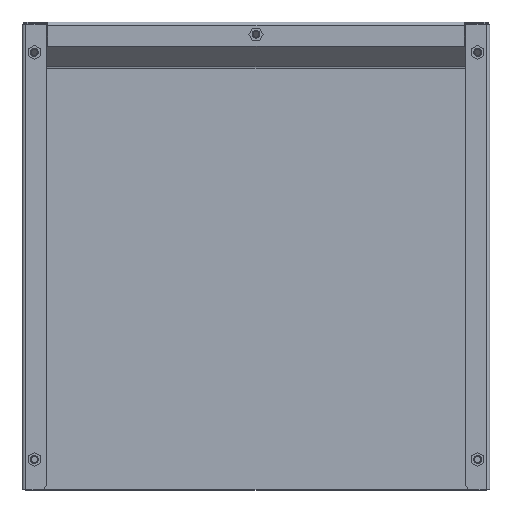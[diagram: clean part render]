
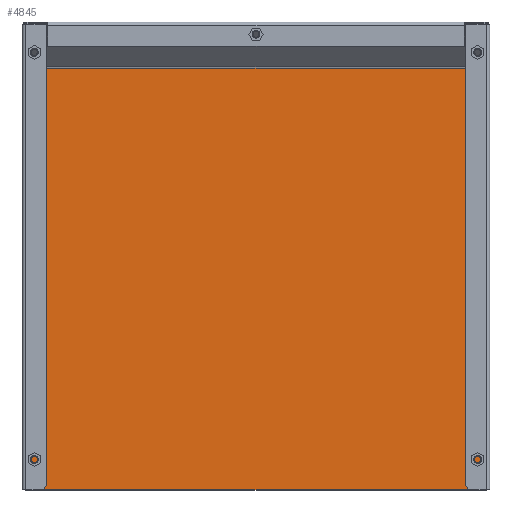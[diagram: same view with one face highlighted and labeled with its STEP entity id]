
A CAD part, top view. The second image highlights one B-rep face of the part: STEP entity #4845.
In plain terms, the highlighted planar face has unit normal (0, 0, 1).
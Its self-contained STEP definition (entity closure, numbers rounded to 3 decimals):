
#23 = DIRECTION ( 'NONE',  ( 0., -1., 0. ) ) ;
#41 = CARTESIAN_POINT ( 'NONE',  ( -189.5, 172.257, 0. ) ) ;
#104 = CARTESIAN_POINT ( 'NONE',  ( -189.5, -175., 0. ) ) ;
#601 = VERTEX_POINT ( 'NONE', #41 ) ;
#636 = ORIENTED_EDGE ( 'NONE', *, *, #5695, .F. ) ;
#972 = DIRECTION ( 'NONE',  ( 1., 0., 0. ) ) ;
#1016 = VECTOR ( 'NONE', #2191, 1000. ) ;
#1082 = VECTOR ( 'NONE', #23, 1000. ) ;
#1248 = CARTESIAN_POINT ( 'NONE',  ( 189.5, 172.257, 0. ) ) ;
#1320 = VERTEX_POINT ( 'NONE', #4537 ) ;
#1705 = VERTEX_POINT ( 'NONE', #1248 ) ;
#2061 = CARTESIAN_POINT ( 'NONE',  ( 0., 0., 0. ) ) ;
#2191 = DIRECTION ( 'NONE',  ( 1., 0., 0. ) ) ;
#2346 = CARTESIAN_POINT ( 'NONE',  ( 189.5, 172.257, 0. ) ) ;
#2434 = DIRECTION ( 'NONE',  ( -1., 0., 0. ) ) ;
#2519 = PLANE ( 'NONE',  #5497 ) ;
#2593 = CARTESIAN_POINT ( 'NONE',  ( -189.5, -175., 0. ) ) ;
#2769 = ORIENTED_EDGE ( 'NONE', *, *, #4265, .F. ) ;
#3302 = LINE ( 'NONE', #2346, #1082 ) ;
#3453 = ORIENTED_EDGE ( 'NONE', *, *, #5388, .T. ) ;
#3458 = DIRECTION ( 'NONE',  ( 0., 0., -1. ) ) ;
#3742 = LINE ( 'NONE', #5595, #5768 ) ;
#3916 = DIRECTION ( 'NONE',  ( 0., 1., 0. ) ) ;
#4265 = EDGE_CURVE ( 'NONE', #1705, #1320, #3302, .T. ) ;
#4337 = VERTEX_POINT ( 'NONE', #2593 ) ;
#4396 = FACE_OUTER_BOUND ( 'NONE', #5518, .T. ) ;
#4537 = CARTESIAN_POINT ( 'NONE',  ( 189.5, -175., 0. ) ) ;
#4845 = ADVANCED_FACE ( 'NONE', ( #4396 ), #2519, .F. ) ;
#4852 = EDGE_CURVE ( 'NONE', #4337, #601, #5347, .T. ) ;
#4930 = LINE ( 'NONE', #5476, #1016 ) ;
#5347 = LINE ( 'NONE', #104, #5692 ) ;
#5388 = EDGE_CURVE ( 'NONE', #4337, #1320, #4930, .T. ) ;
#5468 = ORIENTED_EDGE ( 'NONE', *, *, #4852, .F. ) ;
#5476 = CARTESIAN_POINT ( 'NONE',  ( -192.5, -175., 0. ) ) ;
#5497 = AXIS2_PLACEMENT_3D ( 'NONE', #2061, #3458, #2434 ) ;
#5518 = EDGE_LOOP ( 'NONE', ( #2769, #636, #5468, #3453 ) ) ;
#5595 = CARTESIAN_POINT ( 'NONE',  ( -192.5, 172.257, 0. ) ) ;
#5692 = VECTOR ( 'NONE', #3916, 1000. ) ;
#5695 = EDGE_CURVE ( 'NONE', #601, #1705, #3742, .T. ) ;
#5768 = VECTOR ( 'NONE', #972, 1000. ) ;
